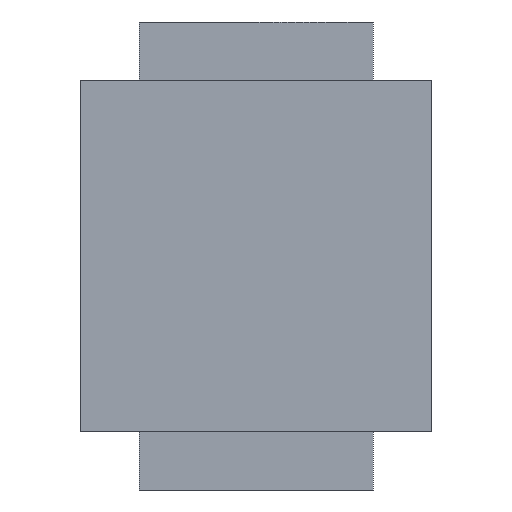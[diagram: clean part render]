
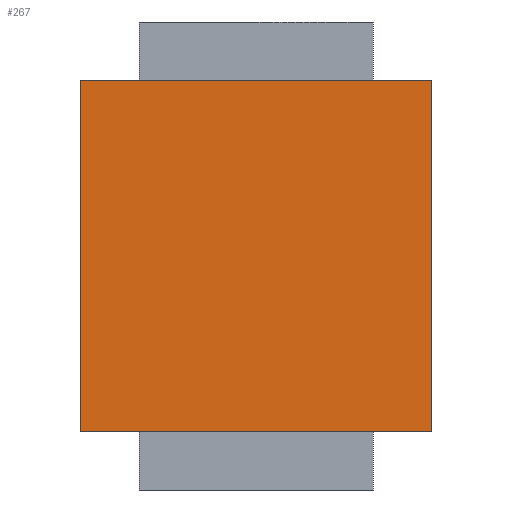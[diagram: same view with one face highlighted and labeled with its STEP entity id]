
A CAD part, left-side view. The second image highlights one B-rep face of the part: STEP entity #267.
In plain terms, the highlighted face is planar.
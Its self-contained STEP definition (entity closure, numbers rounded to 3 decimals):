
#216 = CARTESIAN_POINT('',(0.,0.,-150.));
#217 = DIRECTION('',(0.,0.,1.));
#218 = DIRECTION('',(1.,0.,0.));
#219 = AXIS2_PLACEMENT_3D('',#216,#217,#218);
#220 = PLANE('',#219);
#221 = CARTESIAN_POINT('',(-150.,-150.,-150.));
#222 = DIRECTION('',(1.,0.,0.));
#223 = VECTOR('',#222,1.);
#224 = LINE('',#221,#223);
#225 = CARTESIAN_POINT('',(-150.,-150.,-150.));
#226 = VERTEX_POINT('',#225);
#228 = CARTESIAN_POINT('',(150.,-150.,-150.));
#229 = VERTEX_POINT('',#228);
#230 = EDGE_CURVE('',#226,#229,#224,.T.);
#231 = ORIENTED_EDGE('',*,*,#230,.T.);
#232 = CARTESIAN_POINT('',(150.,-150.,-150.));
#233 = DIRECTION('',(0.,1.,0.));
#234 = VECTOR('',#233,1.);
#235 = LINE('',#232,#234);
#236 = CARTESIAN_POINT('',(150.,-150.,-150.));
#237 = VERTEX_POINT('',#236);
#239 = CARTESIAN_POINT('',(150.,150.,-150.));
#240 = VERTEX_POINT('',#239);
#241 = EDGE_CURVE('',#237,#240,#235,.T.);
#242 = ORIENTED_EDGE('',*,*,#241,.T.);
#243 = CARTESIAN_POINT('',(150.,150.,-150.));
#244 = DIRECTION('',(-1.,0.,0.));
#245 = VECTOR('',#244,1.);
#246 = LINE('',#243,#245);
#247 = CARTESIAN_POINT('',(150.,150.,-150.));
#248 = VERTEX_POINT('',#247);
#250 = CARTESIAN_POINT('',(-150.,150.,-150.));
#251 = VERTEX_POINT('',#250);
#252 = EDGE_CURVE('',#248,#251,#246,.T.);
#253 = ORIENTED_EDGE('',*,*,#252,.T.);
#254 = CARTESIAN_POINT('',(-150.,150.,-150.));
#255 = DIRECTION('',(0.,-1.,0.));
#256 = VECTOR('',#255,1.);
#257 = LINE('',#254,#256);
#258 = CARTESIAN_POINT('',(-150.,150.,-150.));
#259 = VERTEX_POINT('',#258);
#261 = CARTESIAN_POINT('',(-150.,-150.,-150.));
#262 = VERTEX_POINT('',#261);
#263 = EDGE_CURVE('',#259,#262,#257,.T.);
#264 = ORIENTED_EDGE('',*,*,#263,.T.);
#265 = EDGE_LOOP('',(#231,#242,#253,#264));
#266 = FACE_BOUND('',#265,.T.);
#267 = ADVANCED_FACE('',(#266),#220,.T.);
